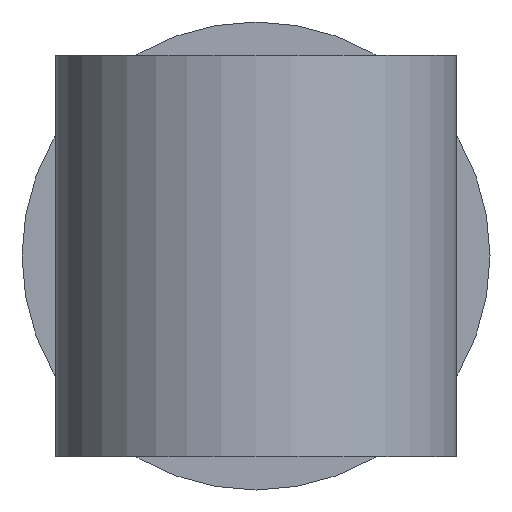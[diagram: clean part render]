
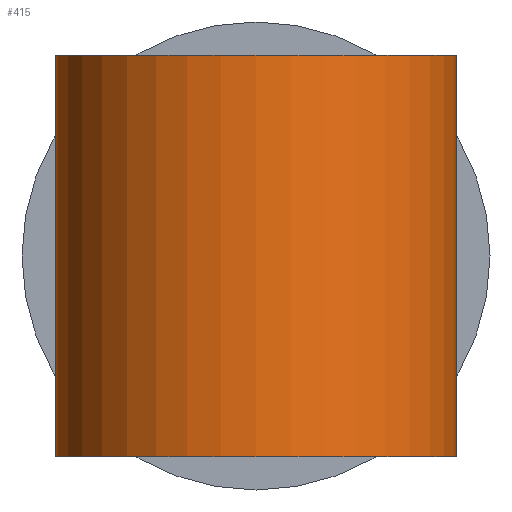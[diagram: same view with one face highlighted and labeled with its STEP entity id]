
A CAD part, front view. The second image highlights one B-rep face of the part: STEP entity #415.
In plain terms, the highlighted cylindrical face has radius 30 mm (diameter 60 mm), a partial arc.
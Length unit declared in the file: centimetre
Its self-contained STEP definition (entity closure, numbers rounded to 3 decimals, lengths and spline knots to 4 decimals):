
#17 = AXIS2_PLACEMENT_3D ( 'NONE', #85, #239, #339 ) ;
#43 = VECTOR ( 'NONE', #453, 100. ) ;
#48 = ORIENTED_EDGE ( 'NONE', *, *, #381, .T. ) ;
#50 = AXIS2_PLACEMENT_3D ( 'NONE', #151, #446, #115 ) ;
#59 = CARTESIAN_POINT ( 'NONE',  ( -3., -2., 3. ) ) ;
#71 = DIRECTION ( 'NONE',  ( -1., 0., 0. ) ) ;
#74 = EDGE_CURVE ( 'NONE', #295, #399, #138, .T. ) ;
#85 = CARTESIAN_POINT ( 'NONE',  ( 0., -2., -3. ) ) ;
#115 = DIRECTION ( 'NONE',  ( -1., 0., 0. ) ) ;
#138 = CIRCLE ( 'NONE', #316, 3. ) ;
#149 = LINE ( 'NONE', #193, #456 ) ;
#151 = CARTESIAN_POINT ( 'NONE',  ( 0., -2., -3. ) ) ;
#161 = CARTESIAN_POINT ( 'NONE',  ( 3., -2., -3. ) ) ;
#193 = CARTESIAN_POINT ( 'NONE',  ( 3., -2., -3. ) ) ;
#200 = CYLINDRICAL_SURFACE ( 'NONE', #17, 3. ) ;
#220 = CARTESIAN_POINT ( 'NONE',  ( 3., -2., 3. ) ) ;
#234 = ORIENTED_EDGE ( 'NONE', *, *, #435, .F. ) ;
#239 = DIRECTION ( 'NONE',  ( 0., 0., 1. ) ) ;
#252 = CIRCLE ( 'NONE', #50, 3. ) ;
#266 = DIRECTION ( 'NONE',  ( 0., 0., 1. ) ) ;
#295 = VERTEX_POINT ( 'NONE', #220 ) ;
#301 = FACE_OUTER_BOUND ( 'NONE', #382, .T. ) ;
#312 = CARTESIAN_POINT ( 'NONE',  ( -3., -2., -3. ) ) ;
#316 = AXIS2_PLACEMENT_3D ( 'NONE', #468, #354, #71 ) ;
#319 = ORIENTED_EDGE ( 'NONE', *, *, #74, .T. ) ;
#339 = DIRECTION ( 'NONE',  ( 1., 0., 0. ) ) ;
#340 = VERTEX_POINT ( 'NONE', #161 ) ;
#342 = CARTESIAN_POINT ( 'NONE',  ( -3., -2., -3. ) ) ;
#350 = EDGE_CURVE ( 'NONE', #454, #399, #414, .T. ) ;
#354 = DIRECTION ( 'NONE',  ( 0., 0., -1. ) ) ;
#370 = ORIENTED_EDGE ( 'NONE', *, *, #350, .F. ) ;
#381 = EDGE_CURVE ( 'NONE', #340, #295, #149, .T. ) ;
#382 = EDGE_LOOP ( 'NONE', ( #370, #234, #48, #319 ) ) ;
#399 = VERTEX_POINT ( 'NONE', #59 ) ;
#414 = LINE ( 'NONE', #312, #43 ) ;
#415 = ADVANCED_FACE ( 'NONE', ( #301 ), #200, .T. ) ;
#435 = EDGE_CURVE ( 'NONE', #340, #454, #252, .T. ) ;
#446 = DIRECTION ( 'NONE',  ( 0., 0., -1. ) ) ;
#453 = DIRECTION ( 'NONE',  ( 0., 0., 1. ) ) ;
#454 = VERTEX_POINT ( 'NONE', #342 ) ;
#456 = VECTOR ( 'NONE', #266, 100. ) ;
#468 = CARTESIAN_POINT ( 'NONE',  ( 0., -2., 3. ) ) ;
